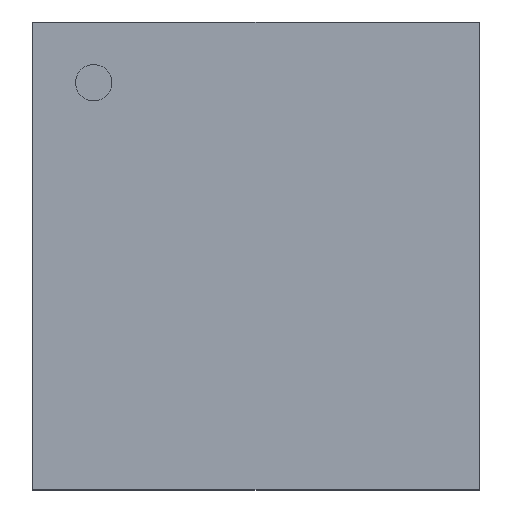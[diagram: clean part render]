
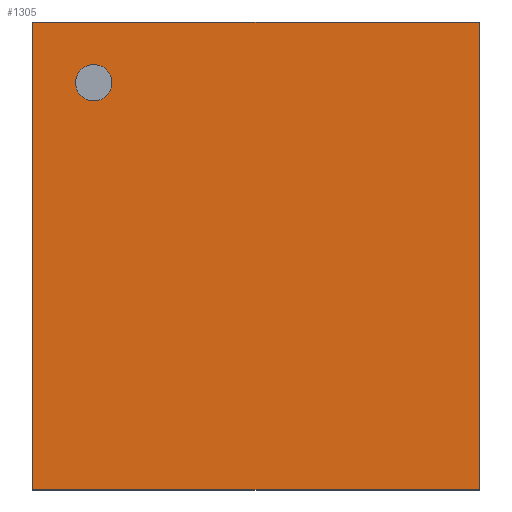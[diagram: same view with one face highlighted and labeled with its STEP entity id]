
A CAD part, top view. The second image highlights one B-rep face of the part: STEP entity #1305.
In plain terms, the highlighted planar face has unit normal (0, 0, 1).
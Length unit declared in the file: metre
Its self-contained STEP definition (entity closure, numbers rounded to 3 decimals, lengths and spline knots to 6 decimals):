
#15=LINE('',#2892,#27);
#19=LINE('',#2900,#31);
#22=LINE('',#2906,#34);
#24=LINE('',#2909,#36);
#27=VECTOR('',#2562,1.);
#31=VECTOR('',#2568,1.);
#34=VECTOR('',#2573,1.);
#36=VECTOR('',#2577,1.);
#41=PLANE('',#2160);
#157=ORIENTED_EDGE('',*,*,#377,.F.);
#158=ORIENTED_EDGE('',*,*,#367,.F.);
#159=ORIENTED_EDGE('',*,*,#371,.T.);
#160=ORIENTED_EDGE('',*,*,#374,.T.);
#161=ORIENTED_EDGE('',*,*,#376,.F.);
#367=EDGE_CURVE('',#479,#480,#15,.T.);
#371=EDGE_CURVE('',#479,#482,#19,.T.);
#374=EDGE_CURVE('',#482,#484,#22,.T.);
#376=EDGE_CURVE('',#480,#484,#24,.T.);
#377=EDGE_CURVE('',#485,#485,#585,.T.);
#479=VERTEX_POINT('',#2891);
#480=VERTEX_POINT('',#2893);
#482=VERTEX_POINT('',#2899);
#484=VERTEX_POINT('',#2905);
#485=VERTEX_POINT('',#2912);
#585=CIRCLE('',#2161,0.00015);
#689=EDGE_LOOP('',(#157));
#690=EDGE_LOOP('',(#158,#159,#160,#161));
#895=FACE_BOUND('',#689,.T.);
#896=FACE_BOUND('',#690,.T.);
#1305=ADVANCED_FACE('',(#895,#896),#41,.T.);
#2160=AXIS2_PLACEMENT_3D('',#2910,#2578,#2579);
#2161=AXIS2_PLACEMENT_3D('',#2911,#2580,#2581);
#2562=DIRECTION('',(0.,-1.,0.));
#2568=DIRECTION('',(-1.,0.,0.));
#2573=DIRECTION('',(0.,-1.,0.));
#2577=DIRECTION('',(-1.,0.,0.));
#2578=DIRECTION('',(0.,0.,1.));
#2579=DIRECTION('',(1.,0.,0.));
#2580=DIRECTION('',(0.,0.,1.));
#2581=DIRECTION('',(1.,0.,0.));
#2891=CARTESIAN_POINT('',(0.001835,0.001925,0.00061));
#2892=CARTESIAN_POINT('',(0.001835,0.,0.00061));
#2893=CARTESIAN_POINT('',(0.001835,-0.001925,0.00061));
#2899=CARTESIAN_POINT('',(-0.001835,0.001925,0.00061));
#2900=CARTESIAN_POINT('',(0.,0.001925,0.00061));
#2905=CARTESIAN_POINT('',(-0.001835,-0.001925,0.00061));
#2906=CARTESIAN_POINT('',(-0.001835,0.,0.00061));
#2909=CARTESIAN_POINT('',(0.,-0.001925,0.00061));
#2910=CARTESIAN_POINT('',(0.,0.,0.00061));
#2911=CARTESIAN_POINT('',(-0.001335,0.001425,0.00061));
#2912=CARTESIAN_POINT('',(-0.001185,0.001425,0.00061));
